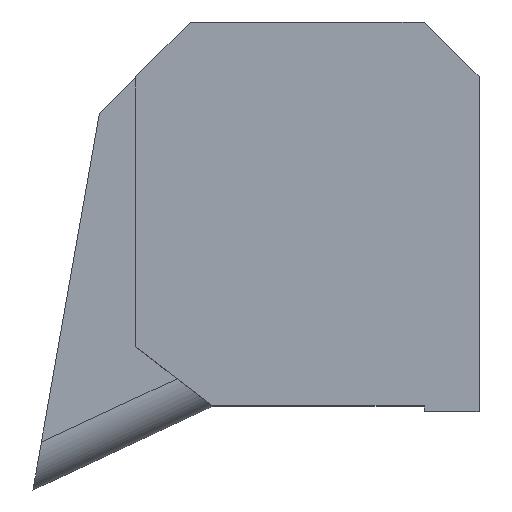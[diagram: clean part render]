
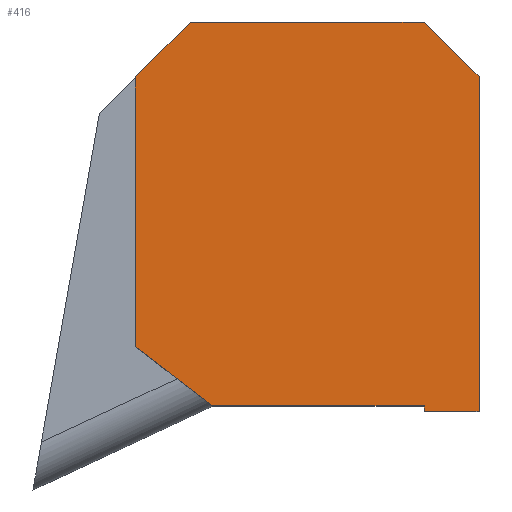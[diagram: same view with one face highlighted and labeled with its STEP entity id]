
A CAD part, top view. The second image highlights one B-rep face of the part: STEP entity #416.
In plain terms, the highlighted planar face has unit normal (0, 0, 1).
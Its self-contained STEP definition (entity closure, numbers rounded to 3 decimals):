
#10 = DIRECTION ( 'NONE',  ( 0., 1., 0. ) ) ;
#17 = CARTESIAN_POINT ( 'NONE',  ( -57.589, -21.179, 5.95 ) ) ;
#19 = DIRECTION ( 'NONE',  ( -0.707, -0.707, 0. ) ) ;
#20 = CARTESIAN_POINT ( 'NONE',  ( -48.261, -20.799, 5.95 ) ) ;
#31 = VERTEX_POINT ( 'NONE', #449 ) ;
#34 = CARTESIAN_POINT ( 'NONE',  ( -37.761, -23.159, 5.95 ) ) ;
#61 = ORIENTED_EDGE ( 'NONE', *, *, #109, .T. ) ;
#67 = LINE ( 'NONE', #476, #549 ) ;
#72 = PLANE ( 'NONE',  #637 ) ;
#77 = EDGE_CURVE ( 'NONE', #384, #337, #345, .T. ) ;
#79 = ORIENTED_EDGE ( 'NONE', *, *, #151, .F. ) ;
#86 = DIRECTION ( 'NONE',  ( -0.707, 0.707, 0. ) ) ;
#92 = LINE ( 'NONE', #445, #571 ) ;
#100 = CARTESIAN_POINT ( 'NONE',  ( -35.761, -22.959, 5.95 ) ) ;
#109 = EDGE_CURVE ( 'NONE', #215, #599, #542, .T. ) ;
#120 = VECTOR ( 'NONE', #86, 1000. ) ;
#124 = VERTEX_POINT ( 'NONE', #294 ) ;
#128 = CARTESIAN_POINT ( 'NONE',  ( -48.261, -26.603, 5.95 ) ) ;
#131 = VERTEX_POINT ( 'NONE', #306 ) ;
#137 = CARTESIAN_POINT ( 'NONE',  ( -37.761, -23.159, 5.95 ) ) ;
#151 = EDGE_CURVE ( 'NONE', #639, #384, #546, .T. ) ;
#155 = EDGE_CURVE ( 'NONE', #124, #639, #92, .T. ) ;
#159 = LINE ( 'NONE', #320, #289 ) ;
#184 = ORIENTED_EDGE ( 'NONE', *, *, #292, .F. ) ;
#185 = VECTOR ( 'NONE', #10, 1000. ) ;
#215 = VERTEX_POINT ( 'NONE', #562 ) ;
#279 = ORIENTED_EDGE ( 'NONE', *, *, #299, .T. ) ;
#282 = CARTESIAN_POINT ( 'NONE',  ( -37.761, -22.959, 5.95 ) ) ;
#289 = VECTOR ( 'NONE', #618, 1000. ) ;
#292 = EDGE_CURVE ( 'NONE', #31, #599, #159, .T. ) ;
#294 = CARTESIAN_POINT ( 'NONE',  ( -35.761, -23.159, 5.95 ) ) ;
#299 = EDGE_CURVE ( 'NONE', #124, #215, #465, .T. ) ;
#306 = CARTESIAN_POINT ( 'NONE',  ( -48.261, -20.799, 5.95 ) ) ;
#308 = DIRECTION ( 'NONE',  ( -1., 0., 0. ) ) ;
#317 = ORIENTED_EDGE ( 'NONE', *, *, #605, .T. ) ;
#320 = CARTESIAN_POINT ( 'NONE',  ( -50.925, -8.995, 5.95 ) ) ;
#321 = ORIENTED_EDGE ( 'NONE', *, *, #626, .F. ) ;
#327 = CARTESIAN_POINT ( 'NONE',  ( -45.446, -22.959, 5.95 ) ) ;
#337 = VERTEX_POINT ( 'NONE', #327 ) ;
#340 = CARTESIAN_POINT ( 'NONE',  ( -48.261, -10.995, 5.95 ) ) ;
#345 = LINE ( 'NONE', #100, #419 ) ;
#346 = EDGE_CURVE ( 'NONE', #337, #131, #578, .T. ) ;
#357 = CARTESIAN_POINT ( 'NONE',  ( -35.761, -23.569, 5.95 ) ) ;
#378 = ORIENTED_EDGE ( 'NONE', *, *, #77, .F. ) ;
#382 = VECTOR ( 'NONE', #394, 1000. ) ;
#384 = VERTEX_POINT ( 'NONE', #282 ) ;
#391 = VECTOR ( 'NONE', #586, 1000. ) ;
#394 = DIRECTION ( 'NONE',  ( 0., 1., 0. ) ) ;
#405 = ORIENTED_EDGE ( 'NONE', *, *, #346, .F. ) ;
#411 = VERTEX_POINT ( 'NONE', #340 ) ;
#416 = ADVANCED_FACE ( 'NONE', ( #536 ), #72, .T. ) ;
#419 = VECTOR ( 'NONE', #308, 1000. ) ;
#425 = DIRECTION ( 'NONE',  ( -0.423, 0.906, 0. ) ) ;
#445 = CARTESIAN_POINT ( 'NONE',  ( -35.761, -23.159, 5.95 ) ) ;
#447 = ORIENTED_EDGE ( 'NONE', *, *, #155, .F. ) ;
#449 = CARTESIAN_POINT ( 'NONE',  ( -46.261, -8.995, 5.95 ) ) ;
#465 = LINE ( 'NONE', #357, #185 ) ;
#476 = CARTESIAN_POINT ( 'NONE',  ( -58.017, -20.751, 5.95 ) ) ;
#477 = DIRECTION ( 'NONE',  ( 0., 0., 1. ) ) ;
#536 = FACE_OUTER_BOUND ( 'NONE', #551, .T. ) ;
#542 = LINE ( 'NONE', #651, #120 ) ;
#546 = LINE ( 'NONE', #34, #382 ) ;
#549 = VECTOR ( 'NONE', #19, 1000. ) ;
#550 = VECTOR ( 'NONE', #632, 1000. ) ;
#551 = EDGE_LOOP ( 'NONE', ( #405, #378, #79, #447, #279, #61, #184, #317, #321 ) ) ;
#562 = CARTESIAN_POINT ( 'NONE',  ( -35.761, -10.995, 5.95 ) ) ;
#569 = CARTESIAN_POINT ( 'NONE',  ( -37.761, -8.995, 5.95 ) ) ;
#571 = VECTOR ( 'NONE', #593, 1000. ) ;
#578 = LINE ( 'NONE', #20, #550 ) ;
#586 = DIRECTION ( 'NONE',  ( 0., 1., 0. ) ) ;
#593 = DIRECTION ( 'NONE',  ( -1., 0., 0. ) ) ;
#599 = VERTEX_POINT ( 'NONE', #569 ) ;
#605 = EDGE_CURVE ( 'NONE', #31, #411, #67, .T. ) ;
#618 = DIRECTION ( 'NONE',  ( 1., 0., 0. ) ) ;
#626 = EDGE_CURVE ( 'NONE', #131, #411, #629, .T. ) ;
#629 = LINE ( 'NONE', #128, #391 ) ;
#632 = DIRECTION ( 'NONE',  ( -0.793, 0.609, 0. ) ) ;
#637 = AXIS2_PLACEMENT_3D ( 'NONE', #17, #477, #425 ) ;
#639 = VERTEX_POINT ( 'NONE', #137 ) ;
#651 = CARTESIAN_POINT ( 'NONE',  ( -41.583, -5.173, 5.95 ) ) ;
